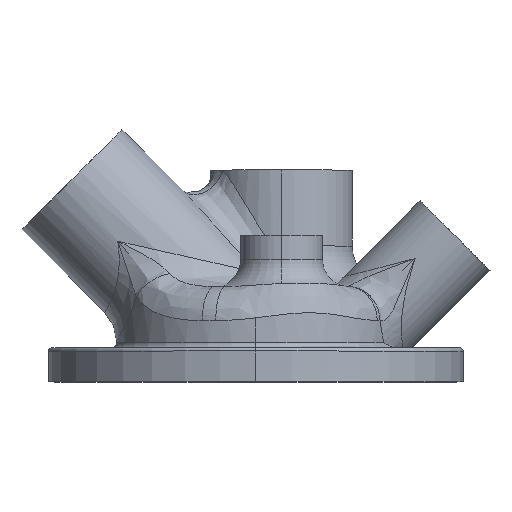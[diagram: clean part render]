
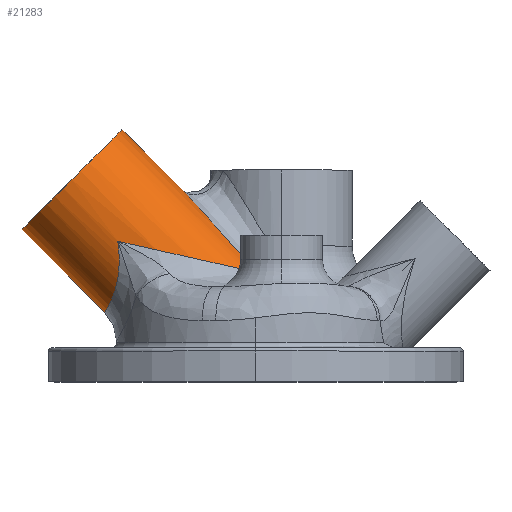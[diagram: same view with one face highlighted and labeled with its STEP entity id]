
A CAD part, top view. The second image highlights one B-rep face of the part: STEP entity #21283.
In plain terms, the highlighted cylindrical face has radius 13.208 mm (diameter 26.416 mm), a partial arc.
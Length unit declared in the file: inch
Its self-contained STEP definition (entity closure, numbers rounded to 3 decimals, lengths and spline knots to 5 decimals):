
#232 = CARTESIAN_POINT ( 'NONE',  ( -1.01524, 1.03363, 0.51342 ) ) ;
#712 = FACE_OUTER_BOUND ( 'NONE', #1857, .T. ) ;
#847 = CARTESIAN_POINT ( 'NONE',  ( -1.00523, 0.89743, 0.49101 ) ) ;
#1209 = CARTESIAN_POINT ( 'NONE',  ( -0.14822, 0.97886, 0.1687 ) ) ;
#1340 = CARTESIAN_POINT ( 'NONE',  ( -0.42618, 1.29176, 0.06095 ) ) ;
#1835 = CARTESIAN_POINT ( 'NONE',  ( -1.03696, 0.66946, 0.38001 ) ) ;
#1857 = EDGE_LOOP ( 'NONE', ( #5556, #23155, #2640, #15870, #24050, #21900, #5320 ) ) ;
#1883 = VECTOR ( 'NONE', #18757, 39.37008 ) ;
#2353 = CARTESIAN_POINT ( 'NONE',  ( -1.01524, 1.03363, 0.51342 ) ) ;
#2418 = EDGE_CURVE ( 'NONE', #10531, #9853, #10841, .T. ) ;
#2481 = CARTESIAN_POINT ( 'NONE',  ( -1.04946, 0.63384, 0.34509 ) ) ;
#2544 = CARTESIAN_POINT ( 'NONE',  ( -0.6398, 0.94958, 0.54651 ) ) ;
#2640 = ORIENTED_EDGE ( 'NONE', *, *, #23599, .F. ) ;
#2754 = EDGE_CURVE ( 'NONE', #14693, #14558, #13530, .T. ) ;
#2827 = VECTOR ( 'NONE', #11306, 39.37008 ) ;
#2885 = DIRECTION ( 'NONE',  ( -0.707, 0.707, 0. ) ) ;
#3261 = CARTESIAN_POINT ( 'NONE',  ( -0.00484, 0.81653, 0.20377 ) ) ;
#3375 = CARTESIAN_POINT ( 'NONE',  ( -1.11287, 0.51248, 0. ) ) ;
#3416 = CARTESIAN_POINT ( 'NONE',  ( -1.00952, 0.7991, 0.45985 ) ) ;
#3679 = AXIS2_PLACEMENT_3D ( 'NONE', #13183, #2885, #11155 ) ;
#3871 = CARTESIAN_POINT ( 'NONE',  ( -1.0582, 0.6124, 0.3194 ) ) ;
#4516 = CARTESIAN_POINT ( 'NONE',  ( -1.09411, 0.54209, 0.18627 ) ) ;
#4775 = VERTEX_POINT ( 'NONE', #10985 ) ;
#4794 = CARTESIAN_POINT ( 'NONE',  ( -1.11238, 0.51319, 0.03438 ) ) ;
#5284 = CARTESIAN_POINT ( 'NONE',  ( -0.30068, 1.15008, 0.12429 ) ) ;
#5320 = ORIENTED_EDGE ( 'NONE', *, *, #22234, .T. ) ;
#5431 = CIRCLE ( 'NONE', #22677, 0.52 ) ;
#5556 = ORIENTED_EDGE ( 'NONE', *, *, #2418, .T. ) ;
#6421 = CYLINDRICAL_SURFACE ( 'NONE', #3679, 0.52 ) ;
#6559 = CARTESIAN_POINT ( 'NONE',  ( -1.11287, 0.51248, 0. ) ) ;
#7008 = CARTESIAN_POINT ( 'NONE',  ( 0.01082, 0.80949, 0.18861 ) ) ;
#7061 = CARTESIAN_POINT ( 'NONE',  ( -0.48798, 1.35837, 0.01767 ) ) ;
#7494 = CARTESIAN_POINT ( 'NONE',  ( -1.01524, 1.03363, 0.51342 ) ) ;
#8094 = CARTESIAN_POINT ( 'NONE',  ( -1.02242, 0.7236, 0.42016 ) ) ;
#9095 = CARTESIAN_POINT ( 'NONE',  ( -0.03581, 0.85732, 0.18643 ) ) ;
#9358 = CARTESIAN_POINT ( 'NONE',  ( -0.40546, 1.26869, 0.07324 ) ) ;
#9376 = CARTESIAN_POINT ( 'NONE',  ( -0.06529, 0.82808, 0.27173 ) ) ;
#9397 = CARTESIAN_POINT ( 'NONE',  ( -1.00621, 0.84754, 0.47693 ) ) ;
#9440 = CARTESIAN_POINT ( 'NONE',  ( -0.07879, 0.82398, 0.29023 ) ) ;
#9574 = EDGE_CURVE ( 'NONE', #21570, #14693, #19920, .T. ) ;
#9624 = CARTESIAN_POINT ( 'NONE',  ( -0.46749, 1.33665, 0.03313 ) ) ;
#9783 = CARTESIAN_POINT ( 'NONE',  ( 0.01082, 0.80949, 0.18861 ) ) ;
#9853 = VERTEX_POINT ( 'NONE', #14637 ) ;
#10115 = CARTESIAN_POINT ( 'NONE',  ( -1.03305, 0.68227, 0.39071 ) ) ;
#10149 = CARTESIAN_POINT ( 'NONE',  ( -1.72013, 1.11974, 0. ) ) ;
#10531 = VERTEX_POINT ( 'NONE', #7008 ) ;
#10841 = B_SPLINE_CURVE_WITH_KNOTS ( 'NONE', 3,
 ( #19752, #9095, #19616, #1209, #13809, #11256, #21909, #5284, #25587, #9358, #1340, #9624, #7061, #19489 ),
 .UNSPECIFIED., .F., .F.,
 ( 4, 2, 2, 2, 2, 2, 4 ),
 ( 0.00025, 0.00533, 0.00786, 0.0104, 0.01548, 0.01801, 0.02055 ),
 .UNSPECIFIED. ) ;
#10985 = CARTESIAN_POINT ( 'NONE',  ( -0.98474, 1.85513, 0. ) ) ;
#11155 = DIRECTION ( 'NONE',  ( -0.707, -0.707, 0. ) ) ;
#11159 = CARTESIAN_POINT ( 'NONE',  ( -1.00765, 0.96525, 0.50521 ) ) ;
#11256 = CARTESIAN_POINT ( 'NONE',  ( -0.21419, 1.05229, 0.15251 ) ) ;
#11306 = DIRECTION ( 'NONE',  ( -0.707, 0.707, 0. ) ) ;
#11350 = DIRECTION ( 'NONE',  ( -0.707, -0.707, 0. ) ) ;
#11406 = CARTESIAN_POINT ( 'NONE',  ( -0.07879, 0.82398, 0.29023 ) ) ;
#11427 = CARTESIAN_POINT ( 'NONE',  ( -1.01076, 0.99937, 0.51004 ) ) ;
#11752 = CARTESIAN_POINT ( 'NONE',  ( -1.35244, 1.48744, 0. ) ) ;
#12380 = VERTEX_POINT ( 'NONE', #10149 ) ;
#12553 = CARTESIAN_POINT ( 'NONE',  ( -0.4827, -0.1177, 0. ) ) ;
#12786 = CARTESIAN_POINT ( 'NONE',  ( -1.08372, 0.56005, 0.23379 ) ) ;
#13054 = CARTESIAN_POINT ( 'NONE',  ( -1.10898, 0.51833, 0.08612 ) ) ;
#13183 = CARTESIAN_POINT ( 'NONE',  ( -0.115, 0.25, 0. ) ) ;
#13321 = CARTESIAN_POINT ( 'NONE',  ( -1.01361, 0.76799, 0.44597 ) ) ;
#13530 =( BOUNDED_CURVE ( )  B_SPLINE_CURVE ( 3, ( #232, #2544, #25289, #25012 ),
 .UNSPECIFIED., .F., .T. ) 
 B_SPLINE_CURVE_WITH_KNOTS ( ( 4, 4 ),
 ( 1.41157, 2.54945 ),
 .UNSPECIFIED. ) 
 CURVE ( )  GEOMETRIC_REPRESENTATION_ITEM ( )  RATIONAL_B_SPLINE_CURVE ( ( 1., 0.895, 0.895, 1. ) ) 
 REPRESENTATION_ITEM ( '' )  );
#13576 = CARTESIAN_POINT ( 'NONE',  ( -1.00551, 0.91439, 0.49495 ) ) ;
#13809 = CARTESIAN_POINT ( 'NONE',  ( -0.17032, 1.00332, 0.16382 ) ) ;
#14016 = EDGE_CURVE ( 'NONE', #21570, #12380, #22678, .T. ) ;
#14172 = CARTESIAN_POINT ( 'NONE',  ( -1.06266, 0.60235, 0.30576 ) ) ;
#14558 = VERTEX_POINT ( 'NONE', #9440 ) ;
#14637 = CARTESIAN_POINT ( 'NONE',  ( -0.5081, 1.37849, 0. ) ) ;
#14693 = VERTEX_POINT ( 'NONE', #2353 ) ;
#14800 = CARTESIAN_POINT ( 'NONE',  ( -1.11287, 0.51248, 0.01718 ) ) ;
#14953 = CARTESIAN_POINT ( 'NONE',  ( 0.2527, 0.6177, 0. ) ) ;
#15714 = CARTESIAN_POINT ( 'NONE',  ( -0.05105, 0.82847, 0.25381 ) ) ;
#15784 = B_SPLINE_CURVE_WITH_KNOTS ( 'NONE', 3,
 ( #11406, #9376, #15714, #20039, #19505, #3261, #26135, #9783 ),
 .UNSPECIFIED., .F., .F.,
 ( 4, 2, 2, 4 ),
 ( 0., 0.00174, 0.00262, 0.00349 ),
 .UNSPECIFIED. ) ;
#15870 = ORIENTED_EDGE ( 'NONE', *, *, #14016, .F. ) ;
#17754 = CARTESIAN_POINT ( 'NONE',  ( -1.00558, 0.86399, 0.48199 ) ) ;
#18354 = CARTESIAN_POINT ( 'NONE',  ( -1.02578, 0.70929, 0.41076 ) ) ;
#18757 = DIRECTION ( 'NONE',  ( -0.707, 0.707, 0. ) ) ;
#19265 = CARTESIAN_POINT ( 'NONE',  ( -1.09729, 0.53683, 0.1699 ) ) ;
#19489 = CARTESIAN_POINT ( 'NONE',  ( -0.5081, 1.37849, 0. ) ) ;
#19505 = CARTESIAN_POINT ( 'NONE',  ( -0.02042, 0.82204, 0.21974 ) ) ;
#19616 = CARTESIAN_POINT ( 'NONE',  ( -0.08128, 0.90574, 0.1811 ) ) ;
#19752 = CARTESIAN_POINT ( 'NONE',  ( 0.01082, 0.80949, 0.18861 ) ) ;
#19920 = B_SPLINE_CURVE_WITH_KNOTS ( 'NONE', 3,
 ( #6559, #14800, #4794, #23034, #13054, #21287, #22901, #19265, #4516, #12786, #24446, #14172, #3871, #2481, #20385, #1835, #10115, #18354, #8094, #13321, #3416, #9397, #17754, #847, #13576, #11159, #11427, #7494 ),
 .UNSPECIFIED., .F., .F.,
 ( 4, 2, 2, 2, 2, 2, 2, 2, 2, 2, 2, 2, 2, 4 ),
 ( 0.02119, 0.02252, 0.02384, 0.02516, 0.02648, 0.02913, 0.03045, 0.03177, 0.03309, 0.03441, 0.03706, 0.03838, 0.0397, 0.04235 ),
 .UNSPECIFIED. ) ;
#19984 = DIRECTION ( 'NONE',  ( -0.707, 0.707, 0. ) ) ;
#20039 = CARTESIAN_POINT ( 'NONE',  ( -0.02824, 0.82424, 0.2281 ) ) ;
#20385 = CARTESIAN_POINT ( 'NONE',  ( -1.04517, 0.64525, 0.3572 ) ) ;
#21283 = ADVANCED_FACE ( 'NONE', ( #712 ), #6421, .T. ) ;
#21287 = CARTESIAN_POINT ( 'NONE',  ( -1.10516, 0.52422, 0.12007 ) ) ;
#21563 = LINE ( 'NONE', #14953, #2827 ) ;
#21570 = VERTEX_POINT ( 'NONE', #3375 ) ;
#21900 = ORIENTED_EDGE ( 'NONE', *, *, #2754, .T. ) ;
#21909 = CARTESIAN_POINT ( 'NONE',  ( -0.23599, 1.07685, 0.14607 ) ) ;
#22234 = EDGE_CURVE ( 'NONE', #14558, #10531, #15784, .T. ) ;
#22677 = AXIS2_PLACEMENT_3D ( 'NONE', #11752, #19984, #11350 ) ;
#22678 = LINE ( 'NONE', #12553, #1883 ) ;
#22901 = CARTESIAN_POINT ( 'NONE',  ( -1.1028, 0.52791, 0.13683 ) ) ;
#23034 = CARTESIAN_POINT ( 'NONE',  ( -1.11044, 0.51611, 0.06885 ) ) ;
#23110 = EDGE_CURVE ( 'NONE', #9853, #4775, #21563, .T. ) ;
#23155 = ORIENTED_EDGE ( 'NONE', *, *, #23110, .T. ) ;
#23599 = EDGE_CURVE ( 'NONE', #12380, #4775, #5431, .T. ) ;
#24050 = ORIENTED_EDGE ( 'NONE', *, *, #9574, .T. ) ;
#24446 = CARTESIAN_POINT ( 'NONE',  ( -1.07559, 0.57495, 0.26368 ) ) ;
#25012 = CARTESIAN_POINT ( 'NONE',  ( -0.07879, 0.82398, 0.29023 ) ) ;
#25289 = CARTESIAN_POINT ( 'NONE',  ( -0.29102, 0.8715, 0.46338 ) ) ;
#25587 = CARTESIAN_POINT ( 'NONE',  ( -0.34291, 1.19838, 0.10661 ) ) ;
#26135 = CARTESIAN_POINT ( 'NONE',  ( 0.00298, 0.81321, 0.19609 ) ) ;
